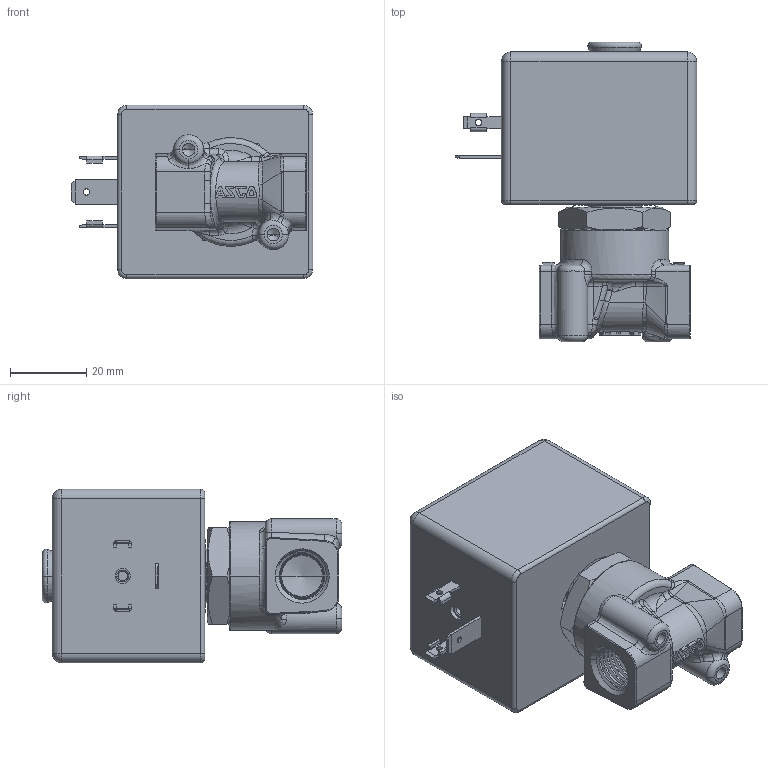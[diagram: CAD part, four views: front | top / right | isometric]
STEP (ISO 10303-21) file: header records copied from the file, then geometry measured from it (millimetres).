
FILE_DESCRIPTION((''),'2;1');
FILE_NAME('SCG202A051V_SW00013','2014-12-04T',('KorinthA'),('ASCO Numatics'),'PRO/ENGINEER BY PARAMETRIC TECHNOLOGY CORPORATION, 2010480','PRO/ENGINEER BY PARAMETRIC TECHNOLOGY CORPORATION, 2010480','');
FILE_SCHEMA(('CONFIG_CONTROL_DESIGN'));
Length unit declared in the file: millimetre
Products named in the file (1): SCG202A051V_SW00013
Bounding box: 63.3 x 78.57 x 45.5 mm (x, y, z)
Volume: 110623.2 mm3; surface area: 25006.7 mm2
Topology: 2 solids, 2 shells, 717 faces, 1836 edges, 1151 vertices
Faces by surface type: plane 322, cylinder 201, bspline 82, cone 69, torus 35, sphere 8
Entity records: 32095 total; most frequent: CARTESIAN_POINT 15232, ORIENTED_EDGE 3654, DIRECTION 3299, EDGE_CURVE 1827, AXIS2_PLACEMENT_3D 1159, VERTEX_POINT 1151, VECTOR 981, LINE 981
